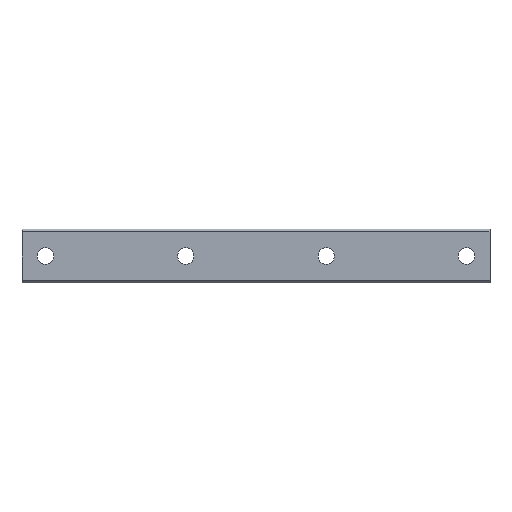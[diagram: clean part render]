
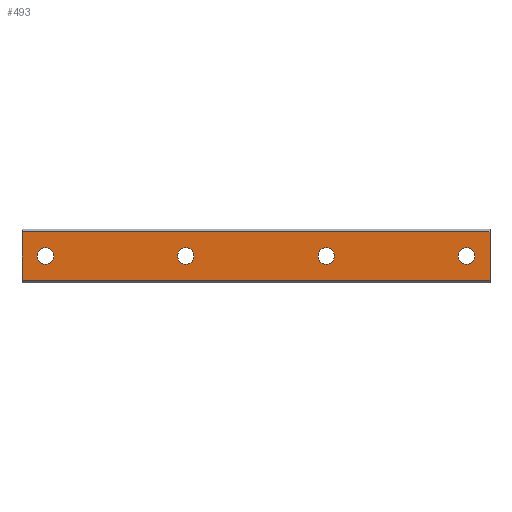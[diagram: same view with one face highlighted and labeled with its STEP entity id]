
A CAD part, front view. The second image highlights one B-rep face of the part: STEP entity #493.
In plain terms, the highlighted planar face has unit normal (0, -1, 0).
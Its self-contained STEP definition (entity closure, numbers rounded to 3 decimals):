
#22 = LINE ( 'NONE', #1179, #533 ) ;
#27 = FACE_BOUND ( 'NONE', #1381, .T. ) ;
#81 = LINE ( 'NONE', #89, #1454 ) ;
#89 = CARTESIAN_POINT ( 'NONE',  ( 190., 0., 10.286 ) ) ;
#98 = CARTESIAN_POINT ( 'NONE',  ( 0., 0., 0. ) ) ;
#104 = CIRCLE ( 'NONE', #982, 3.5 ) ;
#120 = LINE ( 'NONE', #1094, #1628 ) ;
#140 = DIRECTION ( 'NONE',  ( 1., 0., 0. ) ) ;
#145 = AXIS2_PLACEMENT_3D ( 'NONE', #1476, #1030, #218 ) ;
#184 = EDGE_CURVE ( 'NONE', #2050, #207, #22, .T. ) ;
#188 = CARTESIAN_POINT ( 'NONE',  ( 190., 0., -10.286 ) ) ;
#191 = ORIENTED_EDGE ( 'NONE', *, *, #245, .F. ) ;
#207 = VERTEX_POINT ( 'NONE', #343 ) ;
#217 = EDGE_CURVE ( 'NONE', #2025, #1782, #267, .T. ) ;
#218 = DIRECTION ( 'NONE',  ( 0., 0., 1. ) ) ;
#245 = EDGE_CURVE ( 'NONE', #1543, #2050, #81, .T. ) ;
#255 = DIRECTION ( 'NONE',  ( 0., 0., 1. ) ) ;
#262 = VERTEX_POINT ( 'NONE', #1689 ) ;
#267 = CIRCLE ( 'NONE', #1383, 3.5 ) ;
#337 = DIRECTION ( 'NONE',  ( 0., -1., 0. ) ) ;
#343 = CARTESIAN_POINT ( 'NONE',  ( -10., 0., -10.286 ) ) ;
#358 = DIRECTION ( 'NONE',  ( 0., 1., 0. ) ) ;
#370 = VECTOR ( 'NONE', #571, 1000. ) ;
#381 = CIRCLE ( 'NONE', #145, 3.5 ) ;
#412 = AXIS2_PLACEMENT_3D ( 'NONE', #1974, #1487, #1814 ) ;
#435 = CARTESIAN_POINT ( 'NONE',  ( 0., 0., -3.5 ) ) ;
#447 = CIRCLE ( 'NONE', #1735, 3.5 ) ;
#448 = DIRECTION ( 'NONE',  ( 0., 0., 1. ) ) ;
#454 = CARTESIAN_POINT ( 'NONE',  ( -10., 0., 10.286 ) ) ;
#469 = CIRCLE ( 'NONE', #1694, 3.5 ) ;
#471 = ORIENTED_EDGE ( 'NONE', *, *, #1777, .F. ) ;
#493 = ADVANCED_FACE ( 'NONE', ( #836, #1812, #1640, #1329, #27 ), #973, .F. ) ;
#517 = CARTESIAN_POINT ( 'NONE',  ( 0., 0., 3.5 ) ) ;
#518 = CARTESIAN_POINT ( 'NONE',  ( 190., 0., 10.286 ) ) ;
#523 = ORIENTED_EDGE ( 'NONE', *, *, #971, .F. ) ;
#530 = CARTESIAN_POINT ( 'NONE',  ( 180., 0., 0. ) ) ;
#533 = VECTOR ( 'NONE', #1826, 1000. ) ;
#571 = DIRECTION ( 'NONE',  ( 0., 0., 1. ) ) ;
#593 = DIRECTION ( 'NONE',  ( 0., 0., 1. ) ) ;
#669 = ORIENTED_EDGE ( 'NONE', *, *, #886, .F. ) ;
#696 = EDGE_CURVE ( 'NONE', #262, #1986, #469, .T. ) ;
#705 = DIRECTION ( 'NONE',  ( 0., -1., 0. ) ) ;
#721 = CARTESIAN_POINT ( 'NONE',  ( 0., 0., 0. ) ) ;
#731 = DIRECTION ( 'NONE',  ( 0., -1., 0. ) ) ;
#759 = ORIENTED_EDGE ( 'NONE', *, *, #696, .F. ) ;
#767 = ORIENTED_EDGE ( 'NONE', *, *, #184, .F. ) ;
#769 = EDGE_LOOP ( 'NONE', ( #767, #191, #1552, #523 ) ) ;
#770 = CARTESIAN_POINT ( 'NONE',  ( 60., 0., 0. ) ) ;
#800 = CARTESIAN_POINT ( 'NONE',  ( 180., 0., -3.5 ) ) ;
#815 = EDGE_CURVE ( 'NONE', #905, #1543, #120, .T. ) ;
#836 = FACE_OUTER_BOUND ( 'NONE', #769, .T. ) ;
#847 = AXIS2_PLACEMENT_3D ( 'NONE', #530, #1818, #1181 ) ;
#863 = CARTESIAN_POINT ( 'NONE',  ( 190., 0., 10.286 ) ) ;
#886 = EDGE_CURVE ( 'NONE', #1341, #1613, #104, .T. ) ;
#901 = DIRECTION ( 'NONE',  ( 0., 0., 1. ) ) ;
#905 = VERTEX_POINT ( 'NONE', #454 ) ;
#906 = LINE ( 'NONE', #1559, #370 ) ;
#962 = CARTESIAN_POINT ( 'NONE',  ( 120., 0., 0. ) ) ;
#971 = EDGE_CURVE ( 'NONE', #207, #905, #906, .T. ) ;
#973 = PLANE ( 'NONE',  #1246 ) ;
#982 = AXIS2_PLACEMENT_3D ( 'NONE', #770, #1260, #593 ) ;
#1004 = ORIENTED_EDGE ( 'NONE', *, *, #217, .F. ) ;
#1030 = DIRECTION ( 'NONE',  ( 0., -1., 0. ) ) ;
#1059 = EDGE_LOOP ( 'NONE', ( #759, #1275 ) ) ;
#1094 = CARTESIAN_POINT ( 'NONE',  ( 190., 0., 10.286 ) ) ;
#1108 = EDGE_LOOP ( 'NONE', ( #1560, #1147 ) ) ;
#1147 = ORIENTED_EDGE ( 'NONE', *, *, #1550, .F. ) ;
#1153 = CIRCLE ( 'NONE', #847, 3.5 ) ;
#1159 = CIRCLE ( 'NONE', #1399, 3.5 ) ;
#1179 = CARTESIAN_POINT ( 'NONE',  ( 190., 0., -10.286 ) ) ;
#1181 = DIRECTION ( 'NONE',  ( 0., 0., 1. ) ) ;
#1208 = EDGE_CURVE ( 'NONE', #1986, #262, #1153, .T. ) ;
#1219 = CARTESIAN_POINT ( 'NONE',  ( 180., 0., 0. ) ) ;
#1224 = DIRECTION ( 'NONE',  ( 0., 0., -1. ) ) ;
#1246 = AXIS2_PLACEMENT_3D ( 'NONE', #518, #358, #1805 ) ;
#1260 = DIRECTION ( 'NONE',  ( 0., -1., 0. ) ) ;
#1275 = ORIENTED_EDGE ( 'NONE', *, *, #1208, .F. ) ;
#1329 = FACE_BOUND ( 'NONE', #1108, .T. ) ;
#1336 = VERTEX_POINT ( 'NONE', #2055 ) ;
#1341 = VERTEX_POINT ( 'NONE', #1734 ) ;
#1349 = CARTESIAN_POINT ( 'NONE',  ( 60., 0., -3.5 ) ) ;
#1381 = EDGE_LOOP ( 'NONE', ( #669, #1890 ) ) ;
#1383 = AXIS2_PLACEMENT_3D ( 'NONE', #721, #731, #255 ) ;
#1399 = AXIS2_PLACEMENT_3D ( 'NONE', #962, #337, #2087 ) ;
#1454 = VECTOR ( 'NONE', #1224, 1000. ) ;
#1476 = CARTESIAN_POINT ( 'NONE',  ( 60., 0., 0. ) ) ;
#1487 = DIRECTION ( 'NONE',  ( 0., -1., 0. ) ) ;
#1543 = VERTEX_POINT ( 'NONE', #863 ) ;
#1550 = EDGE_CURVE ( 'NONE', #1336, #1935, #1928, .T. ) ;
#1552 = ORIENTED_EDGE ( 'NONE', *, *, #815, .F. ) ;
#1559 = CARTESIAN_POINT ( 'NONE',  ( -10., 0., 10.286 ) ) ;
#1560 = ORIENTED_EDGE ( 'NONE', *, *, #1982, .F. ) ;
#1613 = VERTEX_POINT ( 'NONE', #1349 ) ;
#1628 = VECTOR ( 'NONE', #140, 1000. ) ;
#1640 = FACE_BOUND ( 'NONE', #1059, .T. ) ;
#1689 = CARTESIAN_POINT ( 'NONE',  ( 180., 0., 3.5 ) ) ;
#1694 = AXIS2_PLACEMENT_3D ( 'NONE', #1219, #705, #901 ) ;
#1734 = CARTESIAN_POINT ( 'NONE',  ( 60., 0., 3.5 ) ) ;
#1735 = AXIS2_PLACEMENT_3D ( 'NONE', #98, #1899, #448 ) ;
#1777 = EDGE_CURVE ( 'NONE', #1782, #2025, #447, .T. ) ;
#1782 = VERTEX_POINT ( 'NONE', #435 ) ;
#1805 = DIRECTION ( 'NONE',  ( 0., 0., 1. ) ) ;
#1812 = FACE_BOUND ( 'NONE', #1911, .T. ) ;
#1814 = DIRECTION ( 'NONE',  ( 0., 0., 1. ) ) ;
#1818 = DIRECTION ( 'NONE',  ( 0., -1., 0. ) ) ;
#1826 = DIRECTION ( 'NONE',  ( -1., 0., 0. ) ) ;
#1890 = ORIENTED_EDGE ( 'NONE', *, *, #2034, .F. ) ;
#1899 = DIRECTION ( 'NONE',  ( 0., -1., 0. ) ) ;
#1911 = EDGE_LOOP ( 'NONE', ( #1004, #471 ) ) ;
#1928 = CIRCLE ( 'NONE', #412, 3.5 ) ;
#1935 = VERTEX_POINT ( 'NONE', #1949 ) ;
#1949 = CARTESIAN_POINT ( 'NONE',  ( 120., 0., 3.5 ) ) ;
#1974 = CARTESIAN_POINT ( 'NONE',  ( 120., 0., 0. ) ) ;
#1982 = EDGE_CURVE ( 'NONE', #1935, #1336, #1159, .T. ) ;
#1986 = VERTEX_POINT ( 'NONE', #800 ) ;
#2025 = VERTEX_POINT ( 'NONE', #517 ) ;
#2034 = EDGE_CURVE ( 'NONE', #1613, #1341, #381, .T. ) ;
#2050 = VERTEX_POINT ( 'NONE', #188 ) ;
#2055 = CARTESIAN_POINT ( 'NONE',  ( 120., 0., -3.5 ) ) ;
#2087 = DIRECTION ( 'NONE',  ( 0., 0., 1. ) ) ;
